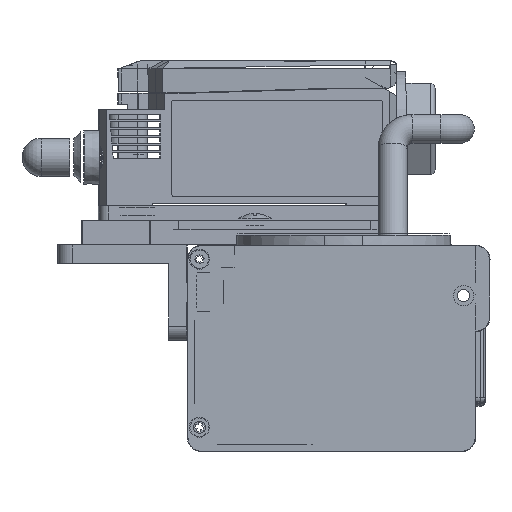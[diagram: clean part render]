
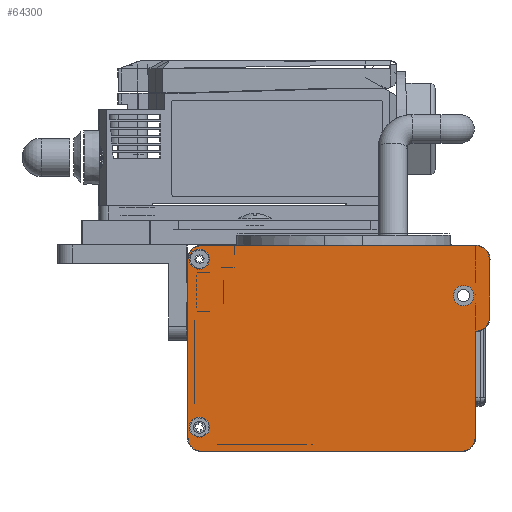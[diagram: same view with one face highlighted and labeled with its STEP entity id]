
A CAD part, front view. The second image highlights one B-rep face of the part: STEP entity #64300.
In plain terms, the highlighted planar face has unit normal (0, -1, 0).
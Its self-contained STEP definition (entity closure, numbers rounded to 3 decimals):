
#1558=FACE_BOUND('',#9209,.T.);
#1559=FACE_BOUND('',#9210,.T.);
#1560=FACE_BOUND('',#9211,.T.);
#3655=PLANE('',#68063);
#6271=FACE_OUTER_BOUND('',#9208,.T.);
#9208=EDGE_LOOP('',(#57855,#57856,#57857,#57858,#57859,#57860,#57861,#57862,
#57863,#57864));
#9209=EDGE_LOOP('',(#57865));
#9210=EDGE_LOOP('',(#57866));
#9211=EDGE_LOOP('',(#57867));
#10732=CIRCLE('',#68064,2.9);
#10733=CIRCLE('',#68065,2.9);
#10734=CIRCLE('',#68066,2.9);
#10735=CIRCLE('',#68067,2.9);
#10736=CIRCLE('',#68068,2.9);
#10737=CIRCLE('',#68069,2.1);
#10738=CIRCLE('',#68070,2.1);
#10739=CIRCLE('',#68071,2.1);
#17120=LINE('',#102692,#25179);
#17121=LINE('',#102696,#25180);
#17122=LINE('',#102700,#25181);
#17123=LINE('',#102704,#25182);
#17124=LINE('',#102707,#25183);
#25179=VECTOR('',#81293,12.);
#25180=VECTOR('',#81296,57.);
#25181=VECTOR('',#81299,37.);
#25182=VECTOR('',#81302,54.);
#25183=VECTOR('',#81305,22.102);
#31948=VERTEX_POINT('',#102688);
#31949=VERTEX_POINT('',#102689);
#31950=VERTEX_POINT('',#102691);
#31951=VERTEX_POINT('',#102693);
#31952=VERTEX_POINT('',#102695);
#31953=VERTEX_POINT('',#102697);
#31954=VERTEX_POINT('',#102699);
#31955=VERTEX_POINT('',#102701);
#31956=VERTEX_POINT('',#102703);
#31957=VERTEX_POINT('',#102705);
#31958=VERTEX_POINT('',#102708);
#31959=VERTEX_POINT('',#102710);
#31960=VERTEX_POINT('',#102712);
#41621=EDGE_CURVE('',#31948,#31949,#10732,.T.);
#41622=EDGE_CURVE('',#31949,#31950,#17120,.T.);
#41623=EDGE_CURVE('',#31950,#31951,#10733,.T.);
#41624=EDGE_CURVE('',#31951,#31952,#17121,.T.);
#41625=EDGE_CURVE('',#31952,#31953,#10734,.T.);
#41626=EDGE_CURVE('',#31953,#31954,#17122,.T.);
#41627=EDGE_CURVE('',#31954,#31955,#10735,.T.);
#41628=EDGE_CURVE('',#31955,#31956,#17123,.T.);
#41629=EDGE_CURVE('',#31956,#31957,#10736,.T.);
#41630=EDGE_CURVE('',#31957,#31948,#17124,.T.);
#41631=EDGE_CURVE('',#31958,#31958,#10737,.T.);
#41632=EDGE_CURVE('',#31959,#31959,#10738,.T.);
#41633=EDGE_CURVE('',#31960,#31960,#10739,.T.);
#57855=ORIENTED_EDGE('',*,*,#41621,.T.);
#57856=ORIENTED_EDGE('',*,*,#41622,.T.);
#57857=ORIENTED_EDGE('',*,*,#41623,.T.);
#57858=ORIENTED_EDGE('',*,*,#41624,.T.);
#57859=ORIENTED_EDGE('',*,*,#41625,.T.);
#57860=ORIENTED_EDGE('',*,*,#41626,.T.);
#57861=ORIENTED_EDGE('',*,*,#41627,.T.);
#57862=ORIENTED_EDGE('',*,*,#41628,.T.);
#57863=ORIENTED_EDGE('',*,*,#41629,.T.);
#57864=ORIENTED_EDGE('',*,*,#41630,.T.);
#57865=ORIENTED_EDGE('',*,*,#41631,.F.);
#57866=ORIENTED_EDGE('',*,*,#41632,.F.);
#57867=ORIENTED_EDGE('',*,*,#41633,.F.);
#64300=ADVANCED_FACE('',(#6271,#1558,#1559,#1560),#3655,.F.);
#68063=AXIS2_PLACEMENT_3D('',#102687,#81289,#81290);
#68064=AXIS2_PLACEMENT_3D('',#102690,#81291,#81292);
#68065=AXIS2_PLACEMENT_3D('',#102694,#81294,#81295);
#68066=AXIS2_PLACEMENT_3D('',#102698,#81297,#81298);
#68067=AXIS2_PLACEMENT_3D('',#102702,#81300,#81301);
#68068=AXIS2_PLACEMENT_3D('',#102706,#81303,#81304);
#68069=AXIS2_PLACEMENT_3D('',#102709,#81306,#81307);
#68070=AXIS2_PLACEMENT_3D('',#102711,#81308,#81309);
#68071=AXIS2_PLACEMENT_3D('',#102713,#81310,#81311);
#81289=DIRECTION('center_axis',(0.,1.,0.));
#81290=DIRECTION('ref_axis',(-1.,0.,0.));
#81291=DIRECTION('center_axis',(0.,-1.,0.));
#81292=DIRECTION('ref_axis',(0.707,0.,-0.707));
#81293=DIRECTION('',(0.,0.,1.));
#81294=DIRECTION('center_axis',(0.,-1.,0.));
#81295=DIRECTION('ref_axis',(0.707,0.,0.707));
#81296=DIRECTION('',(-1.,0.,0.));
#81297=DIRECTION('center_axis',(0.,-1.,0.));
#81298=DIRECTION('ref_axis',(-0.707,0.,0.707));
#81299=DIRECTION('',(0.,0.,-1.));
#81300=DIRECTION('center_axis',(0.,-1.,0.));
#81301=DIRECTION('ref_axis',(-0.707,0.,-0.707));
#81302=DIRECTION('',(1.,0.,0.));
#81303=DIRECTION('center_axis',(0.,-1.,0.));
#81304=DIRECTION('ref_axis',(0.707,0.,-0.707));
#81305=DIRECTION('',(0.,0.,1.));
#81306=DIRECTION('center_axis',(0.,-1.,0.));
#81307=DIRECTION('ref_axis',(-1.,0.,0.));
#81308=DIRECTION('center_axis',(0.,-1.,0.));
#81309=DIRECTION('ref_axis',(-1.,0.,0.));
#81310=DIRECTION('center_axis',(0.,-1.,0.));
#81311=DIRECTION('ref_axis',(-1.,0.,0.));
#102687=CARTESIAN_POINT('Origin',(-0.1,-52.,20.4));
#102688=CARTESIAN_POINT('',(29.8,-52.,24.002));
#102689=CARTESIAN_POINT('',(32.8,-52.,26.9));
#102690=CARTESIAN_POINT('Origin',(29.9,-52.,26.9));
#102691=CARTESIAN_POINT('',(32.8,-52.,38.9));
#102692=CARTESIAN_POINT('',(32.8,-52.,22.15));
#102693=CARTESIAN_POINT('',(29.9,-52.,41.8));
#102694=CARTESIAN_POINT('Origin',(29.9,-52.,38.9));
#102695=CARTESIAN_POINT('',(-27.1,-52.,41.8));
#102696=CARTESIAN_POINT('',(-15.1,-52.,41.8));
#102697=CARTESIAN_POINT('',(-30.,-52.,38.9));
#102698=CARTESIAN_POINT('Origin',(-27.1,-52.,38.9));
#102699=CARTESIAN_POINT('',(-30.,-52.,1.9));
#102700=CARTESIAN_POINT('',(-30.,-52.,9.65));
#102701=CARTESIAN_POINT('',(-27.1,-52.,-1.));
#102702=CARTESIAN_POINT('Origin',(-27.1,-52.,1.9));
#102703=CARTESIAN_POINT('',(26.9,-52.,-1.));
#102704=CARTESIAN_POINT('',(14.9,-52.,-1.));
#102705=CARTESIAN_POINT('',(29.8,-52.,1.9));
#102706=CARTESIAN_POINT('Origin',(26.9,-52.,1.9));
#102707=CARTESIAN_POINT('',(29.8,-52.,31.15));
#102708=CARTESIAN_POINT('',(-29.7,-52.,4.));
#102709=CARTESIAN_POINT('Origin',(-27.6,-52.,4.));
#102710=CARTESIAN_POINT('',(25.3,-52.,31.4));
#102711=CARTESIAN_POINT('Origin',(27.4,-52.,31.4));
#102712=CARTESIAN_POINT('',(-29.7,-52.,39.));
#102713=CARTESIAN_POINT('Origin',(-27.6,-52.,39.));
